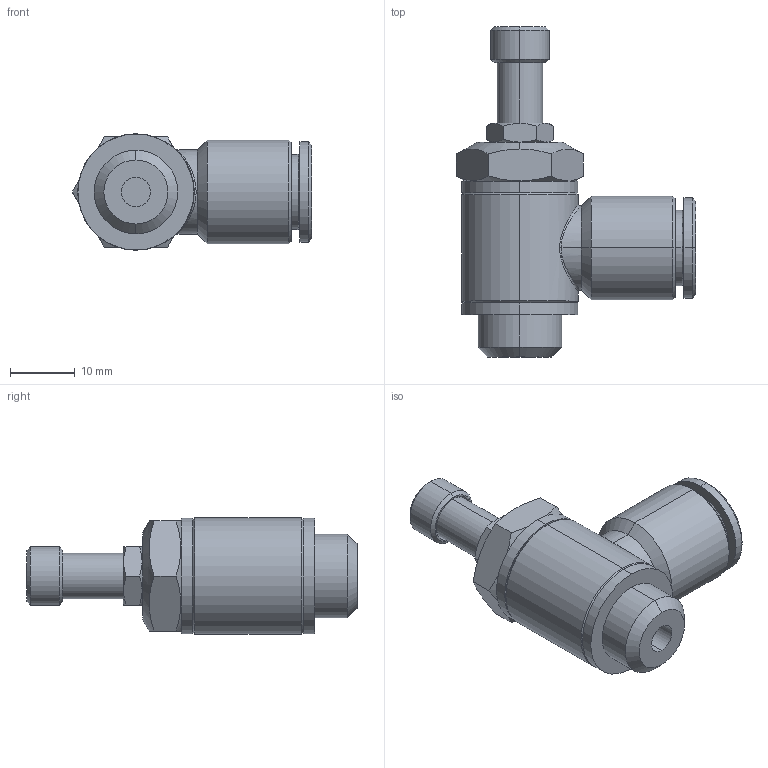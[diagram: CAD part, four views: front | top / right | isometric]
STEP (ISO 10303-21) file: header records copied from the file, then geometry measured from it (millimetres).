
FILE_DESCRIPTION (( 'STEP AP203' ), '1' );
FILE_NAME ('04270B52.STEP', '2010-05-07T06:15:46', ( '' ), ( 'sopra-pneumatic' ), 'SwSTEP 2.0', 'SolidWorks 2009', '' );
FILE_SCHEMA (( 'CONFIG_CONTROL_DESIGN' ));
Length unit declared in the file: millimetre
Products named in the file (1): 04270B52
Bounding box: 36.97 x 51.01 x 18 mm (x, y, z)
Volume: 10217.7 mm3; surface area: 4672.3 mm2
Topology: 1 solids, 3 shells, 92 faces, 195 edges, 122 vertices
Faces by surface type: cylinder 31, cone 30, plane 29, bspline 2
Entity records: 3819 total; most frequent: CARTESIAN_POINT 1774, DIRECTION 419, ORIENTED_EDGE 390, EDGE_CURVE 195, AXIS2_PLACEMENT_3D 174, VERTEX_POINT 122, EDGE_LOOP 105, FACE_OUTER_BOUND 92
